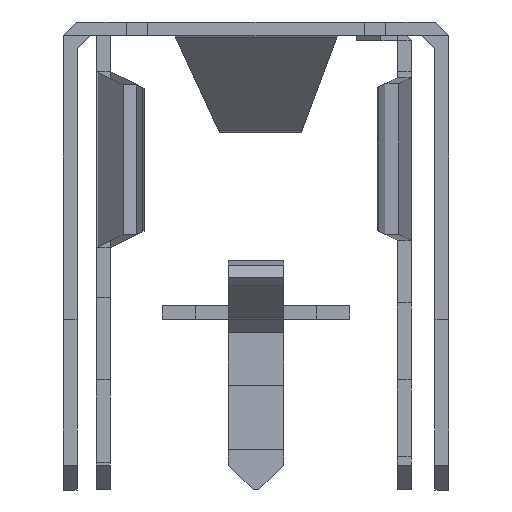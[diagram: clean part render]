
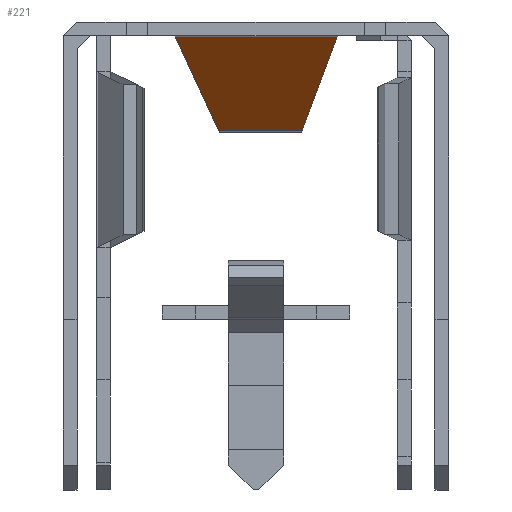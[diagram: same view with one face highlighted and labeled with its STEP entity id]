
A CAD part, left-side view. The second image highlights one B-rep face of the part: STEP entity #221.
In plain terms, the highlighted free-form (B-spline) face has degree [1, 1] with [2, 2] control points.
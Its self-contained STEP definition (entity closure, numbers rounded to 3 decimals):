
#221=ADVANCED_FACE('',(#500),#9124,.T.);
#500=FACE_OUTER_BOUND('',#779,.T.);
#779=EDGE_LOOP('',(#1710,#1711,#1712,#1713));
#1710=ORIENTED_EDGE('',*,*,#6347,.F.);
#1711=ORIENTED_EDGE('',*,*,#6359,.F.);
#1712=ORIENTED_EDGE('',*,*,#6350,.F.);
#1713=ORIENTED_EDGE('',*,*,#6365,.T.);
#3247=PCURVE('',#9099,#4621);
#3250=PCURVE('',#9100,#4624);
#3265=PCURVE('',#8963,#4639);
#3275=PCURVE('',#9124,#4649);
#3276=PCURVE('',#9124,#4650);
#3277=PCURVE('',#9124,#4651);
#3278=PCURVE('',#9124,#4652);
#3280=PCURVE('',#8965,#4654);
#4621=DEFINITIONAL_REPRESENTATION('',(#7747),#17901);
#4624=DEFINITIONAL_REPRESENTATION('',(#7753),#17901);
#4639=DEFINITIONAL_REPRESENTATION('',(#7777),#17901);
#4649=DEFINITIONAL_REPRESENTATION('',(#7792),#17901);
#4650=DEFINITIONAL_REPRESENTATION('',(#7793),#17901);
#4651=DEFINITIONAL_REPRESENTATION('',(#7794),#17901);
#4652=DEFINITIONAL_REPRESENTATION('',(#7796),#17901);
#4654=DEFINITIONAL_REPRESENTATION('',(#7798),#17901);
#5639=SURFACE_CURVE('',#7746,(#3247,#3275),.PCURVE_S1.);
#5642=SURFACE_CURVE('',#7752,(#3250,#3277),.PCURVE_S1.);
#5651=SURFACE_CURVE('',#7776,(#3265,#3276),.PCURVE_S1.);
#5657=SURFACE_CURVE('',#7795,(#3278,#3280),.PCURVE_S1.);
#6347=EDGE_CURVE('',#8760,#8766,#5639,.T.);
#6350=EDGE_CURVE('',#8767,#8761,#5642,.T.);
#6359=EDGE_CURVE('',#8761,#8760,#5651,.T.);
#6365=EDGE_CURVE('',#8767,#8766,#5657,.T.);
#7746=B_SPLINE_CURVE_WITH_KNOTS('',1,(#14485,#14486),.UNSPECIFIED.,.F.,
 .F.,(2,2),(3.457,7.228),.UNSPECIFIED.);
#7747=B_SPLINE_CURVE_WITH_KNOTS('',1,(#14487,#14488),.UNSPECIFIED.,.F.,
 .F.,(2,2),(3.457,7.228),.UNSPECIFIED.);
#7752=B_SPLINE_CURVE_WITH_KNOTS('',1,(#14569,#14570),.UNSPECIFIED.,.F.,
 .F.,(2,2),(-1.88,1.863),.UNSPECIFIED.);
#7753=B_SPLINE_CURVE_WITH_KNOTS('',1,(#14571,#14572),.UNSPECIFIED.,.F.,
 .F.,(2,2),(-1.88,1.863),.UNSPECIFIED.);
#7776=B_SPLINE_CURVE_WITH_KNOTS('',1,(#14695,#14696),.UNSPECIFIED.,.F.,
 .F.,(2,2),(-1.508,0.01),.UNSPECIFIED.);
#7777=B_SPLINE_CURVE_WITH_KNOTS('',1,(#14697,#14698),.UNSPECIFIED.,.F.,
 .F.,(2,2),(-1.508,0.01),.UNSPECIFIED.);
#7792=B_SPLINE_CURVE_WITH_KNOTS('',1,(#14735,#14736),.UNSPECIFIED.,.F.,
 .F.,(2,2),(3.457,7.228),.UNSPECIFIED.);
#7793=B_SPLINE_CURVE_WITH_KNOTS('',3,(#14737,#14738,#14739,#14740,#14741,
#14742,#14743,#14744,#14745,#14746),.UNSPECIFIED.,.F.,.F.,(4,3,3,4),(-1.508,
-1.5,0.,0.01),.UNSPECIFIED.);
#7794=B_SPLINE_CURVE_WITH_KNOTS('',1,(#14747,#14748),.UNSPECIFIED.,.F.,
 .F.,(2,2),(-1.88,1.863),.UNSPECIFIED.);
#7795=B_SPLINE_CURVE_WITH_KNOTS('',1,(#14749,#14750),.UNSPECIFIED.,.F.,
 .F.,(2,2),(-2.947,-0.015),.UNSPECIFIED.);
#7796=B_SPLINE_CURVE_WITH_KNOTS('',3,(#14751,#14752,#14753,#14754),
 .UNSPECIFIED.,.F.,.F.,(4,4),(-2.947,-0.015),
 .UNSPECIFIED.);
#7798=B_SPLINE_CURVE_WITH_KNOTS('',1,(#14783,#14784),.UNSPECIFIED.,.F.,
 .F.,(2,2),(-2.947,-0.015),.UNSPECIFIED.);
#8760=VERTEX_POINT('',#12762);
#8761=VERTEX_POINT('',#12763);
#8766=VERTEX_POINT('',#12768);
#8767=VERTEX_POINT('',#12769);
#8963=(
BOUNDED_SURFACE()
B_SPLINE_SURFACE(1,2,((#12396,#12397,#12398),(#12399,#12400,#12401)),
 .UNSPECIFIED.,.F.,.F.,.F.)
B_SPLINE_SURFACE_WITH_KNOTS((2,2),(3,3),(-4.,5.5),(0.,0.093),
 .UNSPECIFIED.)
GEOMETRIC_REPRESENTATION_ITEM()
RATIONAL_B_SPLINE_SURFACE(((1.,0.973,1.),(1.,0.973,
1.)))
REPRESENTATION_ITEM('')
SURFACE()
);
#8965=(
BOUNDED_SURFACE()
B_SPLINE_SURFACE(2,1,((#12408,#12409),(#12410,#12411),(#12412,#12413)),
 .UNSPECIFIED.,.F.,.F.,.F.)
B_SPLINE_SURFACE_WITH_KNOTS((3,3),(2,2),(0.,0.139),(-6.06,
9.018),.UNSPECIFIED.)
GEOMETRIC_REPRESENTATION_ITEM()
RATIONAL_B_SPLINE_SURFACE(((1.,1.),(0.973,0.973),
(1.,1.)))
REPRESENTATION_ITEM('')
SURFACE()
);
#9099=B_SPLINE_SURFACE_WITH_KNOTS('',1,1,((#12388,#12389),(#12390,#12391)),
 .UNSPECIFIED.,.F.,.F.,.F.,(2,2),(2,2),(-7.41,-3.41),
(0.,0.255),.UNSPECIFIED.);
#9100=B_SPLINE_SURFACE_WITH_KNOTS('',1,1,((#12392,#12393),(#12394,#12395)),
 .UNSPECIFIED.,.F.,.F.,.F.,(2,2),(2,2),(-1.91,2.06),
(0.,0.255),.UNSPECIFIED.);
#9124=B_SPLINE_SURFACE_WITH_KNOTS('',1,1,((#12632,#12633),(#12634,#12635)),
 .UNSPECIFIED.,.F.,.F.,.F.,(2,2),(2,2),(0.,4.025),(-3.,0.),
 .UNSPECIFIED.);
#12388=CARTESIAN_POINT('',(5.5,1.5,6.));
#12389=CARTESIAN_POINT('',(5.386,1.5,5.772));
#12390=CARTESIAN_POINT('',(9.,0.671,4.25));
#12391=CARTESIAN_POINT('',(9.,0.671,3.965));
#12392=CARTESIAN_POINT('',(9.,-0.829,4.25));
#12393=CARTESIAN_POINT('',(9.,-0.829,3.965));
#12394=CARTESIAN_POINT('',(5.5,-1.5,6.));
#12395=CARTESIAN_POINT('',(5.386,-1.5,5.772));
#12396=CARTESIAN_POINT('',(9.047,4.671,4.));
#12397=CARTESIAN_POINT('',(9.,4.671,4.));
#12398=CARTESIAN_POINT('',(8.958,4.671,4.021));
#12399=CARTESIAN_POINT('',(9.047,-4.829,4.));
#12400=CARTESIAN_POINT('',(9.,-4.829,4.));
#12401=CARTESIAN_POINT('',(8.958,-4.829,4.021));
#12408=CARTESIAN_POINT('',(5.429,7.537,5.75));
#12409=CARTESIAN_POINT('',(5.429,-7.541,5.75));
#12410=CARTESIAN_POINT('',(5.5,7.537,5.75));
#12411=CARTESIAN_POINT('',(5.5,-7.541,5.75));
#12412=CARTESIAN_POINT('',(5.563,7.537,5.718));
#12413=CARTESIAN_POINT('',(5.563,-7.541,5.718));
#12632=CARTESIAN_POINT('',(5.4,1.5,5.8));
#12633=CARTESIAN_POINT('',(5.4,-1.5,5.8));
#12634=CARTESIAN_POINT('',(9.,1.5,4.));
#12635=CARTESIAN_POINT('',(9.,-1.5,4.));
#12762=CARTESIAN_POINT('',(8.958,0.681,4.021));
#12763=CARTESIAN_POINT('',(8.958,-0.837,4.021));
#12768=CARTESIAN_POINT('',(5.563,1.462,5.718));
#12769=CARTESIAN_POINT('',(5.563,-1.47,5.718));
#14485=CARTESIAN_POINT('',(8.958,0.681,4.021));
#14486=CARTESIAN_POINT('',(5.563,1.462,5.718));
#14487=CARTESIAN_POINT('',(-3.457,0.224));
#14488=CARTESIAN_POINT('',(-7.228,0.224));
#14569=CARTESIAN_POINT('',(5.563,-1.47,5.718));
#14570=CARTESIAN_POINT('',(8.958,-0.837,4.021));
#14571=CARTESIAN_POINT('',(1.88,0.224));
#14572=CARTESIAN_POINT('',(-1.863,0.224));
#14695=CARTESIAN_POINT('',(8.958,-0.837,4.021));
#14696=CARTESIAN_POINT('',(8.958,0.681,4.021));
#14697=CARTESIAN_POINT('',(1.508,0.093));
#14698=CARTESIAN_POINT('',(-0.01,0.093));
#14735=CARTESIAN_POINT('',(3.978,-2.181));
#14736=CARTESIAN_POINT('',(0.183,-2.962));
#14737=CARTESIAN_POINT('',(3.978,-0.663));
#14738=CARTESIAN_POINT('',(3.978,-0.666));
#14739=CARTESIAN_POINT('',(3.978,-0.668));
#14740=CARTESIAN_POINT('',(3.978,-0.671));
#14741=CARTESIAN_POINT('',(3.978,-1.171));
#14742=CARTESIAN_POINT('',(3.978,-1.671));
#14743=CARTESIAN_POINT('',(3.978,-2.171));
#14744=CARTESIAN_POINT('',(3.978,-2.174));
#14745=CARTESIAN_POINT('',(3.978,-2.177));
#14746=CARTESIAN_POINT('',(3.978,-2.181));
#14747=CARTESIAN_POINT('',(0.183,-0.03));
#14748=CARTESIAN_POINT('',(3.978,-0.663));
#14749=CARTESIAN_POINT('',(5.563,-1.47,5.718));
#14750=CARTESIAN_POINT('',(5.563,1.462,5.718));
#14751=CARTESIAN_POINT('',(0.183,-0.03));
#14752=CARTESIAN_POINT('',(0.183,-1.008));
#14753=CARTESIAN_POINT('',(0.183,-1.985));
#14754=CARTESIAN_POINT('',(0.183,-2.962));
#14783=CARTESIAN_POINT('',(0.139,2.947));
#14784=CARTESIAN_POINT('',(0.139,0.015));
#17901=(
GEOMETRIC_REPRESENTATION_CONTEXT(2)
PARAMETRIC_REPRESENTATION_CONTEXT()
REPRESENTATION_CONTEXT('pspace','')
);
